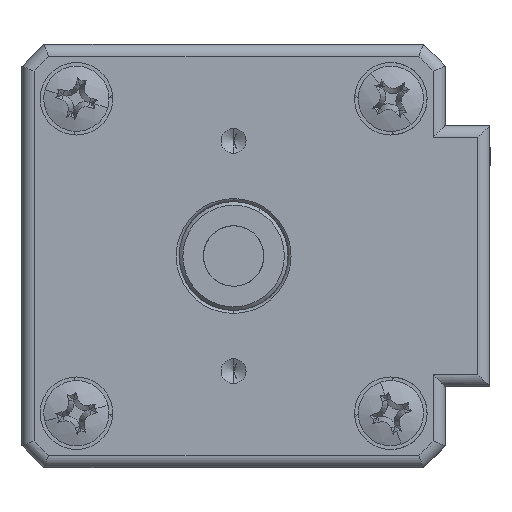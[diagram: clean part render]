
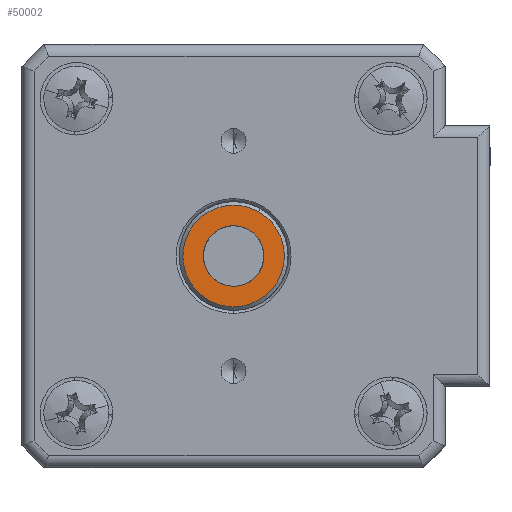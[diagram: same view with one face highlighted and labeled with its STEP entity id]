
A CAD part, front view. The second image highlights one B-rep face of the part: STEP entity #50002.
In plain terms, the highlighted planar face has unit normal (0, -1, 0).
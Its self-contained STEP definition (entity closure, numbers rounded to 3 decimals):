
#1358 = DIRECTION ( 'NONE',  ( -0.491, 0., -0.871 ) ) ;
#2390 = EDGE_CURVE ( 'NONE', #21738, #40389, #56314, .T. ) ;
#4625 = DIRECTION ( 'NONE',  ( 0., 1., 0. ) ) ;
#4693 = AXIS2_PLACEMENT_3D ( 'NONE', #56619, #27946, #61438 ) ;
#8433 = ORIENTED_EDGE ( 'NONE', *, *, #34976, .T. ) ;
#8456 = DIRECTION ( 'NONE',  ( 0., 1., 0. ) ) ;
#9083 = EDGE_LOOP ( 'NONE', ( #8433, #13216 ) ) ;
#13216 = ORIENTED_EDGE ( 'NONE', *, *, #59970, .T. ) ;
#14663 = CARTESIAN_POINT ( 'NONE',  ( 2.061, -12.175, 3.66 ) ) ;
#15035 = AXIS2_PLACEMENT_3D ( 'NONE', #58687, #30052, #1358 ) ;
#15295 = CIRCLE ( 'NONE', #15035, 4.2 ) ;
#15936 = FACE_OUTER_BOUND ( 'NONE', #9083, .T. ) ;
#20497 = ORIENTED_EDGE ( 'NONE', *, *, #2390, .T. ) ;
#21558 = CARTESIAN_POINT ( 'NONE',  ( -2.061, -12.175, -3.66 ) ) ;
#21738 = VERTEX_POINT ( 'NONE', #58610 ) ;
#26670 = CIRCLE ( 'NONE', #4693, 4.2 ) ;
#27946 = DIRECTION ( 'NONE',  ( 0., -1., 0. ) ) ;
#30052 = DIRECTION ( 'NONE',  ( 0., -1., 0. ) ) ;
#31877 = AXIS2_PLACEMENT_3D ( 'NONE', #33365, #4625, #38207 ) ;
#32867 = DIRECTION ( 'NONE',  ( -0.491, 0., -0.871 ) ) ;
#33365 = CARTESIAN_POINT ( 'NONE',  ( 0., -12.175, 0. ) ) ;
#34976 = EDGE_CURVE ( 'NONE', #48315, #39462, #15295, .T. ) ;
#37226 = CARTESIAN_POINT ( 'NONE',  ( 0., -12.175, 0. ) ) ;
#38207 = DIRECTION ( 'NONE',  ( -0.491, 0., -0.871 ) ) ;
#39462 = VERTEX_POINT ( 'NONE', #14663 ) ;
#40301 = AXIS2_PLACEMENT_3D ( 'NONE', #37226, #8456, #42050 ) ;
#40389 = VERTEX_POINT ( 'NONE', #40850 ) ;
#40850 = CARTESIAN_POINT ( 'NONE',  ( 1.227, -12.175, 2.178 ) ) ;
#41544 = FACE_BOUND ( 'NONE', #53382, .T. ) ;
#42050 = DIRECTION ( 'NONE',  ( -0.491, 0., -0.871 ) ) ;
#44318 = ORIENTED_EDGE ( 'NONE', *, *, #56766, .T. ) ;
#44891 = AXIS2_PLACEMENT_3D ( 'NONE', #51869, #61509, #32867 ) ;
#47091 = PLANE ( 'NONE',  #44891 ) ;
#48315 = VERTEX_POINT ( 'NONE', #21558 ) ;
#50002 = ADVANCED_FACE ( 'NONE', ( #15936, #41544 ), #47091, .F. ) ;
#51869 = CARTESIAN_POINT ( 'NONE',  ( -3.921, -12.175, 2.208 ) ) ;
#52887 = CIRCLE ( 'NONE', #31877, 2.5 ) ;
#53382 = EDGE_LOOP ( 'NONE', ( #20497, #44318 ) ) ;
#56314 = CIRCLE ( 'NONE', #40301, 2.5 ) ;
#56619 = CARTESIAN_POINT ( 'NONE',  ( 0., -12.175, 0. ) ) ;
#56766 = EDGE_CURVE ( 'NONE', #40389, #21738, #52887, .T. ) ;
#58610 = CARTESIAN_POINT ( 'NONE',  ( -1.227, -12.175, -2.178 ) ) ;
#58687 = CARTESIAN_POINT ( 'NONE',  ( 0., -12.175, 0. ) ) ;
#59970 = EDGE_CURVE ( 'NONE', #39462, #48315, #26670, .T. ) ;
#61438 = DIRECTION ( 'NONE',  ( -0.491, 0., -0.871 ) ) ;
#61509 = DIRECTION ( 'NONE',  ( 0., 1., 0. ) ) ;
